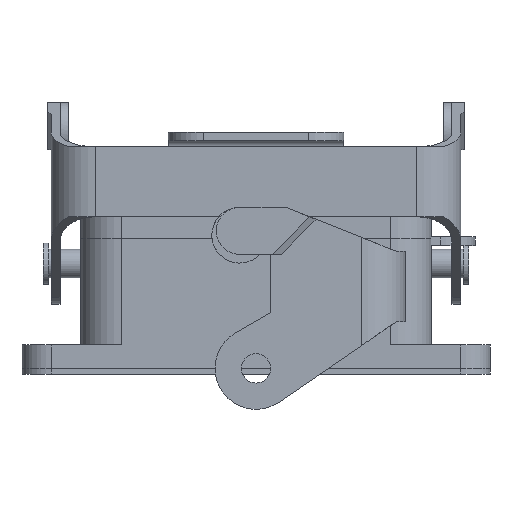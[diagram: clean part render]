
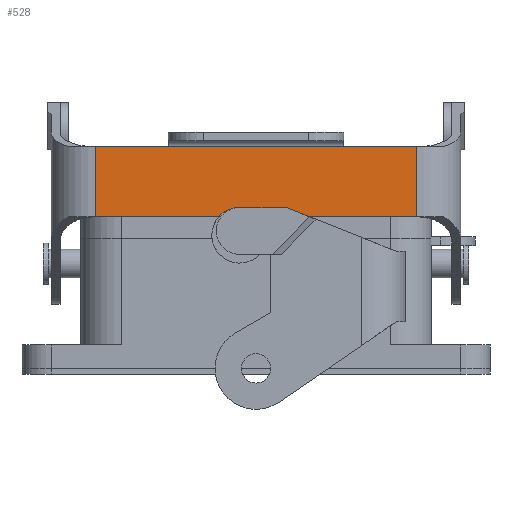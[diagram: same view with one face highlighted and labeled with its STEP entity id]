
A CAD part, front view. The second image highlights one B-rep face of the part: STEP entity #528.
In plain terms, the highlighted face is planar.
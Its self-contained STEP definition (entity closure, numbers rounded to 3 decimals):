
#528 = ADVANCED_FACE( '', ( #1101 ), #1102, .F. );
#1101 = FACE_OUTER_BOUND( '', #1685, .T. );
#1102 = PLANE( '', #1686 );
#1685 = EDGE_LOOP( '', ( #3135, #3136, #3137, #3138, #3139, #3140 ) );
#1686 = AXIS2_PLACEMENT_3D( '', #3141, #3142, #3143 );
#3135 = ORIENTED_EDGE( '', *, *, #3698, .T. );
#3136 = ORIENTED_EDGE( '', *, *, #3530, .F. );
#3137 = ORIENTED_EDGE( '', *, *, #3829, .F. );
#3138 = ORIENTED_EDGE( '', *, *, #3730, .T. );
#3139 = ORIENTED_EDGE( '', *, *, #3328, .T. );
#3140 = ORIENTED_EDGE( '', *, *, #3588, .F. );
#3141 = CARTESIAN_POINT( '', ( 25.5, -35., -7. ) );
#3142 = DIRECTION( '', ( -1., 0., 0. ) );
#3143 = DIRECTION( '', ( 0., 0., 1. ) );
#3328 = EDGE_CURVE( '', #3972, #3969, #3973, .F. );
#3530 = EDGE_CURVE( '', #4310, #4307, #4312, .T. );
#3588 = EDGE_CURVE( '', #4392, #3969, #4395, .T. );
#3698 = EDGE_CURVE( '', #4392, #4307, #4550, .T. );
#3730 = EDGE_CURVE( '', #4587, #3972, #4591, .T. );
#3829 = EDGE_CURVE( '', #4587, #4310, #4711, .T. );
#3969 = VERTEX_POINT( '', #4883 );
#3972 = VERTEX_POINT( '', #4886 );
#3973 = LINE( '', #4887, #4888 );
#4307 = VERTEX_POINT( '', #5326 );
#4310 = VERTEX_POINT( '', #5330 );
#4312 = LINE( '', #5332, #5333 );
#4392 = VERTEX_POINT( '', #5440 );
#4395 = LINE( '', #5443, #5444 );
#4550 = LINE( '', #5661, #5662 );
#4587 = VERTEX_POINT( '', #5713 );
#4591 = LINE( '', #5718, #5719 );
#4711 = LINE( '', #5873, #5874 );
#4883 = CARTESIAN_POINT( '', ( 25.5, -15., 20. ) );
#4886 = CARTESIAN_POINT( '', ( 25.5, 15., 20. ) );
#4887 = CARTESIAN_POINT( '', ( 25.5, -35., 20. ) );
#4888 = VECTOR( '', #5999, 1000. );
#5326 = CARTESIAN_POINT( '', ( 25.5, -27.5, 8. ) );
#5330 = CARTESIAN_POINT( '', ( 25.5, 27.5, 8. ) );
#5332 = CARTESIAN_POINT( '', ( 25.5, 24.581, 8. ) );
#5333 = VECTOR( '', #6276, 1000. );
#5440 = CARTESIAN_POINT( '', ( 25.5, -27.5, 20. ) );
#5443 = CARTESIAN_POINT( '', ( 25.5, -59.581, 20. ) );
#5444 = VECTOR( '', #6349, 1000. );
#5661 = CARTESIAN_POINT( '', ( 25.5, -27.5, 66.986 ) );
#5662 = VECTOR( '', #6466, 1000. );
#5713 = CARTESIAN_POINT( '', ( 25.5, 27.5, 20. ) );
#5718 = CARTESIAN_POINT( '', ( 25.5, 59.581, 20. ) );
#5719 = VECTOR( '', #6503, 1000. );
#5873 = CARTESIAN_POINT( '', ( 25.5, 27.5, 66.986 ) );
#5874 = VECTOR( '', #6598, 1000. );
#5999 = DIRECTION( '', ( 0., 1., 0. ) );
#6276 = DIRECTION( '', ( 0., -1., 0. ) );
#6349 = DIRECTION( '', ( 0., 1., 0. ) );
#6466 = DIRECTION( '', ( 0., 0., -1. ) );
#6503 = DIRECTION( '', ( 0., -1., 0. ) );
#6598 = DIRECTION( '', ( 0., 0., -1. ) );
